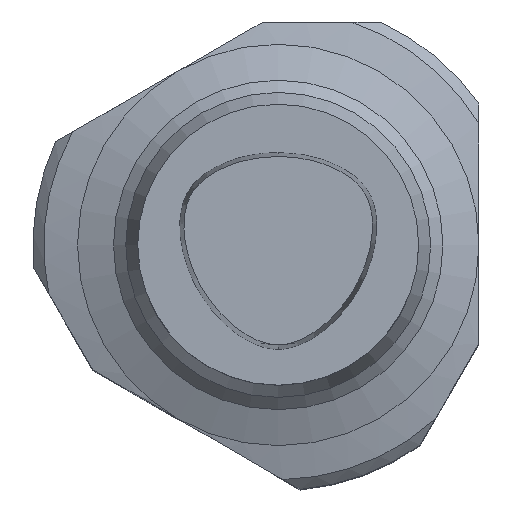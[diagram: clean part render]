
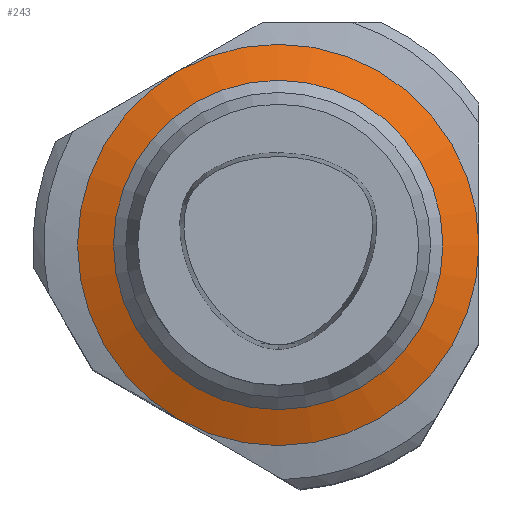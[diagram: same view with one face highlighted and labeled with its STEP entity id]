
A CAD part, top view. The second image highlights one B-rep face of the part: STEP entity #243.
In plain terms, the highlighted conical face has half-angle 68.199 degrees and reference radius 40.968 mm.
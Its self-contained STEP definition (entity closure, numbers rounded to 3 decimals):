
#217=EDGE_CURVE('Unnamed[1]',#571,#528,#572,.T.);
#240=EDGE_CURVE('Unnamed[1]',#603,#603,#604,.T.);
#243=ADVANCED_FACE('Unnamed[1]',(#607,#608),#609,.T.);
#309=EDGE_CURVE('Unnamed[1]',#528,#698,#699,.T.);
#329=EDGE_CURVE('Unnamed[1]',#698,#571,#721,.T.);
#528=VERTEX_POINT('',#966);
#571=VERTEX_POINT('',#1093);
#572=CIRCLE('',#1094,45.);
#603=VERTEX_POINT('',#1159);
#604=CIRCLE('',#1160,36.937);
#607=FACE_BOUND('',#1164,.T.);
#608=FACE_BOUND('',#1165,.T.);
#609=CONICAL_SURFACE('',#1166,40.968,1.19);
#698=VERTEX_POINT('',#1325);
#699=CIRCLE('',#1326,45.);
#721=CIRCLE('',#1385,45.);
#966=CARTESIAN_POINT('',(-22.5,38.971,-37.));
#1093=CARTESIAN_POINT('',(45.0,0.,-37.));
#1094=AXIS2_PLACEMENT_3D('',#1928,#1929,#1930);
#1159=CARTESIAN_POINT('',(0.,-36.937,-33.775));
#1160=AXIS2_PLACEMENT_3D('',#1964,#1965,#1966);
#1164=EDGE_LOOP('',(#1968));
#1165=EDGE_LOOP('',(#1969,#1970,#1971));
#1166=AXIS2_PLACEMENT_3D('',#1972,#1973,#1974);
#1325=CARTESIAN_POINT('',(-22.5,-38.971,-37.));
#1326=AXIS2_PLACEMENT_3D('',#2079,#2080,#2081);
#1385=AXIS2_PLACEMENT_3D('',#2097,#2098,#2099);
#1928=CARTESIAN_POINT('',(0.,0.,-37.));
#1929=DIRECTION('',(0.,0.,1.0));
#1930=DIRECTION('',(0.,-1.0,0.));
#1964=CARTESIAN_POINT('',(0.,0.,-33.775));
#1965=DIRECTION('',(0.,0.,1.0));
#1966=DIRECTION('',(0.,-1.0,0.));
#1968=ORIENTED_EDGE('',*,*,#240,.F.);
#1969=ORIENTED_EDGE('',*,*,#329,.T.);
#1970=ORIENTED_EDGE('',*,*,#217,.T.);
#1971=ORIENTED_EDGE('',*,*,#309,.T.);
#1972=CARTESIAN_POINT('',(0.,0.,-35.387));
#1973=DIRECTION('',(0.,0.,-1.0));
#1974=DIRECTION('',(0.,-1.0,0.));
#2079=CARTESIAN_POINT('',(0.,0.,-37.));
#2080=DIRECTION('',(0.,0.,1.0));
#2081=DIRECTION('',(0.,-1.0,0.));
#2097=CARTESIAN_POINT('',(0.,0.,-37.));
#2098=DIRECTION('',(0.,0.,1.0));
#2099=DIRECTION('',(0.,-1.0,0.));
